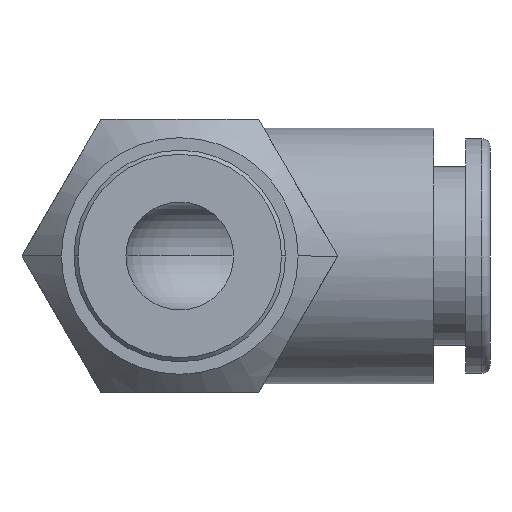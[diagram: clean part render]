
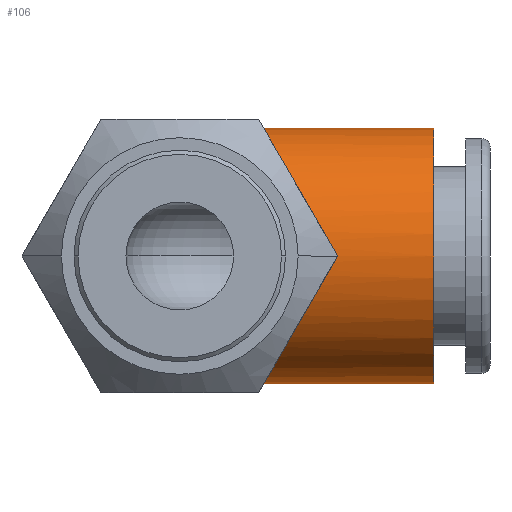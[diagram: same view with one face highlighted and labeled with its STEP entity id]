
A CAD part, front view. The second image highlights one B-rep face of the part: STEP entity #106.
In plain terms, the highlighted cylindrical face has radius 7.95 mm (diameter 15.9 mm), a partial arc.
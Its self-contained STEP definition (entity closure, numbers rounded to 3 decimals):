
#30 = VERTEX_POINT ( 'NONE', #343 ) ;
#50 = CYLINDRICAL_SURFACE ( 'NONE', #1712, 7.95 ) ;
#98 = DIRECTION ( 'NONE',  ( 0., 0., 1. ) ) ;
#103 = DIRECTION ( 'NONE',  ( 0., 0., -1. ) ) ;
#106 = ADVANCED_FACE ( 'NONE', ( #470 ), #50, .T. ) ;
#132 = CIRCLE ( 'NONE', #2017, 7.95 ) ;
#147 = CARTESIAN_POINT ( 'NONE',  ( 38.286, 0., 0. ) ) ;
#187 = CIRCLE ( 'NONE', #2111, 7.95 ) ;
#190 = CARTESIAN_POINT ( 'NONE',  ( 5.287, -7.426, 2.851 ) ) ;
#288 = EDGE_CURVE ( 'NONE', #1543, #1202, #187, .T. ) ;
#319 = CARTESIAN_POINT ( 'NONE',  ( 2.48, -5.775, -5.464 ) ) ;
#340 = AXIS2_PLACEMENT_3D ( 'NONE', #1254, #2025, #103 ) ;
#343 = CARTESIAN_POINT ( 'NONE',  ( 2.48, -5.775, 5.464 ) ) ;
#371 = EDGE_CURVE ( 'NONE', #1769, #30, #1890, .T. ) ;
#396 = CARTESIAN_POINT ( 'NONE',  ( 15.8, 0., -7.95 ) ) ;
#417 = CARTESIAN_POINT ( 'NONE',  ( 4.289, -6.751, -4.205 ) ) ;
#464 = CARTESIAN_POINT ( 'NONE',  ( 3.459, -6.249, -4.933 ) ) ;
#470 = FACE_OUTER_BOUND ( 'NONE', #1162, .T. ) ;
#483 = CARTESIAN_POINT ( 'NONE',  ( 4.833, -7.11, 3.567 ) ) ;
#543 = CARTESIAN_POINT ( 'NONE',  ( 5.978, -7.933, 0.6 ) ) ;
#557 = VERTEX_POINT ( 'NONE', #1773 ) ;
#584 = ORIENTED_EDGE ( 'NONE', *, *, #1810, .T. ) ;
#593 = CIRCLE ( 'NONE', #340, 7.95 ) ;
#599 = CARTESIAN_POINT ( 'NONE',  ( 4.089, -6.625, -4.4 ) ) ;
#666 = VERTEX_POINT ( 'NONE', #1809 ) ;
#667 = LINE ( 'NONE', #1819, #953 ) ;
#671 = CARTESIAN_POINT ( 'NONE',  ( 5.146, -7.326, 3.098 ) ) ;
#679 = CARTESIAN_POINT ( 'NONE',  ( 6., -7.95, 0.3 ) ) ;
#681 = ORIENTED_EDGE ( 'NONE', *, *, #948, .F. ) ;
#798 = DIRECTION ( 'NONE',  ( 0., 0., -1. ) ) ;
#923 = EDGE_CURVE ( 'NONE', #1543, #1769, #1873, .T. ) ;
#948 = EDGE_CURVE ( 'NONE', #557, #1316, #132, .T. ) ;
#953 = VECTOR ( 'NONE', #1571, 1000. ) ;
#962 = CARTESIAN_POINT ( 'NONE',  ( 5.645, -7.686, 2.053 ) ) ;
#1048 = ORIENTED_EDGE ( 'NONE', *, *, #288, .T. ) ;
#1111 = CARTESIAN_POINT ( 'NONE',  ( 5.819, -7.814, 1.491 ) ) ;
#1162 = EDGE_LOOP ( 'NONE', ( #1429, #681, #1374, #584, #1779, #1907, #1048 ) ) ;
#1202 = VERTEX_POINT ( 'NONE', #1329 ) ;
#1254 = CARTESIAN_POINT ( 'NONE',  ( 2.48, 0., 0. ) ) ;
#1276 = CARTESIAN_POINT ( 'NONE',  ( 6., -7.95, 0. ) ) ;
#1281 = CARTESIAN_POINT ( 'NONE',  ( 2.48, -5.775, 5.464 ) ) ;
#1290 = CARTESIAN_POINT ( 'NONE',  ( 2.48, -5.775, -5.464 ) ) ;
#1316 = VERTEX_POINT ( 'NONE', #396 ) ;
#1329 = CARTESIAN_POINT ( 'NONE',  ( 2.48, 0., -7.95 ) ) ;
#1374 = ORIENTED_EDGE ( 'NONE', *, *, #2005, .T. ) ;
#1394 = CARTESIAN_POINT ( 'NONE',  ( 6., -7.95, 0. ) ) ;
#1429 = ORIENTED_EDGE ( 'NONE', *, *, #1914, .F. ) ;
#1432 = CARTESIAN_POINT ( 'NONE',  ( 5.538, -7.607, 2.327 ) ) ;
#1448 = CARTESIAN_POINT ( 'NONE',  ( 2.998, -5.998, -5.228 ) ) ;
#1516 = DIRECTION ( 'NONE',  ( -1., 0., 0. ) ) ;
#1522 = DIRECTION ( 'NONE',  ( 1., 0., 0. ) ) ;
#1543 = VERTEX_POINT ( 'NONE', #1290 ) ;
#1571 = DIRECTION ( 'NONE',  ( -1., 0., 0. ) ) ;
#1616 = DIRECTION ( 'NONE',  ( -1., 0., 0. ) ) ;
#1619 = CARTESIAN_POINT ( 'NONE',  ( 4.66, -6.993, 3.79 ) ) ;
#1669 = CARTESIAN_POINT ( 'NONE',  ( 38.286, 0., 7.95 ) ) ;
#1712 = AXIS2_PLACEMENT_3D ( 'NONE', #147, #1516, #98 ) ;
#1714 = CARTESIAN_POINT ( 'NONE',  ( 2.48, 0., 0. ) ) ;
#1746 = CARTESIAN_POINT ( 'NONE',  ( 5.887, -7.865, 1.2 ) ) ;
#1756 = CARTESIAN_POINT ( 'NONE',  ( 6., -7.95, 0. ) ) ;
#1759 = CARTESIAN_POINT ( 'NONE',  ( 6., -7.95, -0.302 ) ) ;
#1762 = CARTESIAN_POINT ( 'NONE',  ( 5.977, -7.933, -0.606 ) ) ;
#1769 = VERTEX_POINT ( 'NONE', #1394 ) ;
#1771 = CARTESIAN_POINT ( 'NONE',  ( 5.818, -7.813, -1.496 ) ) ;
#1773 = CARTESIAN_POINT ( 'NONE',  ( 15.8, 0., 7.95 ) ) ;
#1775 = CARTESIAN_POINT ( 'NONE',  ( 5.885, -7.864, -1.205 ) ) ;
#1777 = CARTESIAN_POINT ( 'NONE',  ( 5.643, -7.684, -2.06 ) ) ;
#1779 = ORIENTED_EDGE ( 'NONE', *, *, #371, .F. ) ;
#1786 = CARTESIAN_POINT ( 'NONE',  ( 5.142, -7.323, -3.105 ) ) ;
#1790 = CARTESIAN_POINT ( 'NONE',  ( 5.283, -7.423, -2.859 ) ) ;
#1792 = CARTESIAN_POINT ( 'NONE',  ( 5.534, -7.604, -2.336 ) ) ;
#1809 = CARTESIAN_POINT ( 'NONE',  ( 2.48, 0., 7.95 ) ) ;
#1810 = EDGE_CURVE ( 'NONE', #666, #30, #593, .T. ) ;
#1817 = CARTESIAN_POINT ( 'NONE',  ( 2.996, -5.997, 5.229 ) ) ;
#1819 = CARTESIAN_POINT ( 'NONE',  ( 38.286, 0., -7.95 ) ) ;
#1826 = CARTESIAN_POINT ( 'NONE',  ( 3.465, -6.253, 4.929 ) ) ;
#1828 = CARTESIAN_POINT ( 'NONE',  ( 4.659, -6.992, -3.791 ) ) ;
#1833 = CARTESIAN_POINT ( 'NONE',  ( 4.83, -7.107, -3.571 ) ) ;
#1844 = CARTESIAN_POINT ( 'NONE',  ( 4.092, -6.627, 4.396 ) ) ;
#1873 = B_SPLINE_CURVE_WITH_KNOTS ( 'NONE', 3,
 ( #319, #1448, #464, #599, #417, #1828, #1833, #1786, #1790, #1792, #1777, #1771, #1775, #1762, #1759, #1756 ),
 .UNSPECIFIED., .F., .F.,
 ( 4, 2, 2, 2, 2, 2, 2, 4 ),
 ( 0., 0.002, 0.003, 0.004, 0.005, 0.005, 0.006, 0.007 ),
 .UNSPECIFIED. ) ;
#1889 = CARTESIAN_POINT ( 'NONE',  ( 4.289, -6.751, 4.205 ) ) ;
#1890 = B_SPLINE_CURVE_WITH_KNOTS ( 'NONE', 3,
 ( #1276, #679, #543, #1746, #1111, #962, #1432, #190, #671, #483, #1619, #1889, #1844, #1826, #1817, #1281 ),
 .UNSPECIFIED., .F., .F.,
 ( 4, 2, 2, 2, 2, 2, 2, 4 ),
 ( 0.007, 0.008, 0.009, 0.01, 0.011, 0.012, 0.013, 0.014 ),
 .UNSPECIFIED. ) ;
#1907 = ORIENTED_EDGE ( 'NONE', *, *, #923, .F. ) ;
#1914 = EDGE_CURVE ( 'NONE', #1316, #1202, #667, .T. ) ;
#1927 = CARTESIAN_POINT ( 'NONE',  ( 15.8, 0., 0. ) ) ;
#1930 = DIRECTION ( 'NONE',  ( 1., 0., 0. ) ) ;
#1988 = DIRECTION ( 'NONE',  ( 0., 0., -1. ) ) ;
#2005 = EDGE_CURVE ( 'NONE', #557, #666, #2128, .T. ) ;
#2017 = AXIS2_PLACEMENT_3D ( 'NONE', #1927, #1930, #1988 ) ;
#2025 = DIRECTION ( 'NONE',  ( 1., 0., 0. ) ) ;
#2053 = VECTOR ( 'NONE', #1616, 1000. ) ;
#2111 = AXIS2_PLACEMENT_3D ( 'NONE', #1714, #1522, #798 ) ;
#2128 = LINE ( 'NONE', #1669, #2053 ) ;
